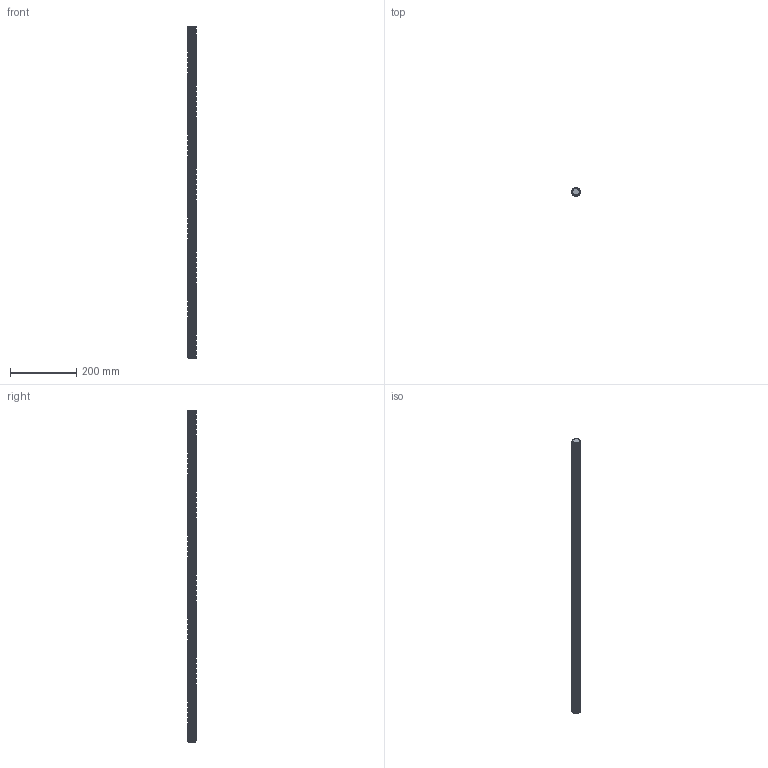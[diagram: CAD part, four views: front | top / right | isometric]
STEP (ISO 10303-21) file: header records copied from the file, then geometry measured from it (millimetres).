
FILE_DESCRIPTION(/* description */ (''),/* implementation_level */ '2;1');
FILE_NAME(/* name */ 'RATH25051S.stp',/* time_stamp */ '2021-06-08T08:50:16+02:00',/* author */ ('Peppo99'),/* organization */ (''),/* preprocessor_version */ 'ST-DEVELOPER v17',/* originating_system */ 'Autodesk Inventor 2019',/* authorisation */ '');
FILE_SCHEMA (('AUTOMOTIVE_DESIGN { 1 0 10303 214 3 1 1 }'));
Products named in the file (1): RATH25051S
Bounding box: 25.02 x 25 x 1000 mm (x, y, z)
Volume: 385719.9 mm3; surface area: 124609 mm2
Topology: 1 solids, 1 shells, 409 faces, 1215 edges, 808 vertices
Faces by surface type: cylinder 405, bspline 2, plane 2
Full cylindrical faces by diameter (mm): 20 x202, 25 x199
Entity records: 43689 total; most frequent: CARTESIAN_POINT 34300, ORIENTED_EDGE 2430, DIRECTION 1227, EDGE_CURVE 1215, B_SPLINE_CURVE_WITH_KNOTS 808, VERTEX_POINT 808, AXIS2_PLACEMENT_3D 412, FACE_OUTER_BOUND 409
